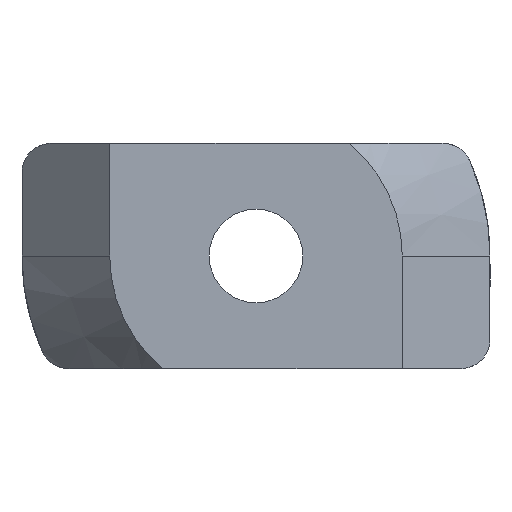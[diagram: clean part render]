
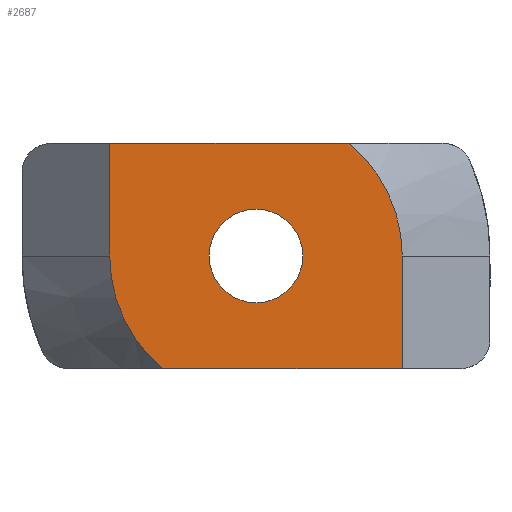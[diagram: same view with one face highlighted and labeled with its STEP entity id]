
A CAD part, front view. The second image highlights one B-rep face of the part: STEP entity #2687.
In plain terms, the highlighted planar face has unit normal (0, -1, 0).
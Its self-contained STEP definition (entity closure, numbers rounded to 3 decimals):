
#29 = PLANE ( 'NONE',  #1048 ) ;
#33 = CARTESIAN_POINT ( 'NONE',  ( -5., -4.5, 0. ) ) ;
#63 = LINE ( 'NONE', #902, #1806 ) ;
#73 = DIRECTION ( 'NONE',  ( -1., 0., 0. ) ) ;
#83 = CARTESIAN_POINT ( 'NONE',  ( -5., -4.5, 3.85 ) ) ;
#110 = VECTOR ( 'NONE', #881, 1000. ) ;
#116 = CARTESIAN_POINT ( 'NONE',  ( 0., -4.5, 0. ) ) ;
#140 = EDGE_CURVE ( 'NONE', #986, #2517, #2000, .T. ) ;
#150 = EDGE_LOOP ( 'NONE', ( #624, #913 ) ) ;
#213 = ORIENTED_EDGE ( 'NONE', *, *, #2757, .F. ) ;
#229 = LINE ( 'NONE', #33, #110 ) ;
#255 = EDGE_CURVE ( 'NONE', #809, #1600, #867, .T. ) ;
#284 = CARTESIAN_POINT ( 'NONE',  ( 5., -4.5, -3.85 ) ) ;
#399 = EDGE_CURVE ( 'NONE', #2164, #1887, #2446, .T. ) ;
#455 = ORIENTED_EDGE ( 'NONE', *, *, #2477, .F. ) ;
#568 = DIRECTION ( 'NONE',  ( 0., -1., 0. ) ) ;
#572 = CARTESIAN_POINT ( 'NONE',  ( 0., -4.5, -1.6 ) ) ;
#618 = EDGE_CURVE ( 'NONE', #1600, #809, #1952, .T. ) ;
#624 = ORIENTED_EDGE ( 'NONE', *, *, #618, .F. ) ;
#696 = CIRCLE ( 'NONE', #1722, 5. ) ;
#729 = CARTESIAN_POINT ( 'NONE',  ( 0., -4.5, -3.85 ) ) ;
#738 = CARTESIAN_POINT ( 'NONE',  ( 0., -4.5, 0. ) ) ;
#757 = DIRECTION ( 'NONE',  ( 0., 0., 1. ) ) ;
#809 = VERTEX_POINT ( 'NONE', #572 ) ;
#849 = DIRECTION ( 'NONE',  ( 0., 1., 0. ) ) ;
#859 = DIRECTION ( 'NONE',  ( 0., -1., 0. ) ) ;
#862 = ORIENTED_EDGE ( 'NONE', *, *, #1043, .F. ) ;
#867 = CIRCLE ( 'NONE', #1949, 1.6 ) ;
#878 = CARTESIAN_POINT ( 'NONE',  ( 0., -4.5, 0. ) ) ;
#881 = DIRECTION ( 'NONE',  ( 0., 0., 1. ) ) ;
#902 = CARTESIAN_POINT ( 'NONE',  ( 0., -4.5, 3.85 ) ) ;
#909 = AXIS2_PLACEMENT_3D ( 'NONE', #738, #1585, #2462 ) ;
#913 = ORIENTED_EDGE ( 'NONE', *, *, #255, .F. ) ;
#986 = VERTEX_POINT ( 'NONE', #284 ) ;
#1007 = AXIS2_PLACEMENT_3D ( 'NONE', #1715, #859, #1356 ) ;
#1043 = EDGE_CURVE ( 'NONE', #1887, #986, #1160, .T. ) ;
#1048 = AXIS2_PLACEMENT_3D ( 'NONE', #878, #849, #1733 ) ;
#1061 = DIRECTION ( 'NONE',  ( 0., 0., 1. ) ) ;
#1128 = VECTOR ( 'NONE', #73, 1000. ) ;
#1160 = LINE ( 'NONE', #2027, #2364 ) ;
#1196 = CARTESIAN_POINT ( 'NONE',  ( 0., -4.5, 1.6 ) ) ;
#1310 = CARTESIAN_POINT ( 'NONE',  ( -5., -4.5, 0. ) ) ;
#1338 = VERTEX_POINT ( 'NONE', #1310 ) ;
#1356 = DIRECTION ( 'NONE',  ( 0., 0., 1. ) ) ;
#1479 = EDGE_CURVE ( 'NONE', #2517, #1338, #696, .T. ) ;
#1543 = ORIENTED_EDGE ( 'NONE', *, *, #140, .F. ) ;
#1585 = DIRECTION ( 'NONE',  ( 0., 1., 0. ) ) ;
#1600 = VERTEX_POINT ( 'NONE', #1196 ) ;
#1619 = CARTESIAN_POINT ( 'NONE',  ( 5., -4.5, 0. ) ) ;
#1715 = CARTESIAN_POINT ( 'NONE',  ( 0., -4.5, 0. ) ) ;
#1722 = AXIS2_PLACEMENT_3D ( 'NONE', #2693, #2287, #757 ) ;
#1733 = DIRECTION ( 'NONE',  ( 0., 0., 1. ) ) ;
#1806 = VECTOR ( 'NONE', #2208, 1000. ) ;
#1872 = ORIENTED_EDGE ( 'NONE', *, *, #399, .F. ) ;
#1887 = VERTEX_POINT ( 'NONE', #1619 ) ;
#1910 = FACE_BOUND ( 'NONE', #150, .T. ) ;
#1949 = AXIS2_PLACEMENT_3D ( 'NONE', #116, #568, #1061 ) ;
#1952 = CIRCLE ( 'NONE', #1007, 1.6 ) ;
#1968 = CARTESIAN_POINT ( 'NONE',  ( -3.19, -4.5, -3.85 ) ) ;
#2000 = LINE ( 'NONE', #729, #1128 ) ;
#2027 = CARTESIAN_POINT ( 'NONE',  ( 5., -4.5, 0. ) ) ;
#2147 = ORIENTED_EDGE ( 'NONE', *, *, #1479, .F. ) ;
#2150 = EDGE_LOOP ( 'NONE', ( #213, #455, #2147, #1543, #862, #1872 ) ) ;
#2161 = FACE_OUTER_BOUND ( 'NONE', #2150, .T. ) ;
#2164 = VERTEX_POINT ( 'NONE', #2617 ) ;
#2208 = DIRECTION ( 'NONE',  ( 1., 0., 0. ) ) ;
#2287 = DIRECTION ( 'NONE',  ( 0., 1., 0. ) ) ;
#2364 = VECTOR ( 'NONE', #2683, 1000. ) ;
#2446 = CIRCLE ( 'NONE', #909, 5. ) ;
#2462 = DIRECTION ( 'NONE',  ( -1., 0., 0. ) ) ;
#2477 = EDGE_CURVE ( 'NONE', #1338, #2618, #229, .T. ) ;
#2517 = VERTEX_POINT ( 'NONE', #1968 ) ;
#2617 = CARTESIAN_POINT ( 'NONE',  ( 3.19, -4.5, 3.85 ) ) ;
#2618 = VERTEX_POINT ( 'NONE', #83 ) ;
#2683 = DIRECTION ( 'NONE',  ( 0., 0., -1. ) ) ;
#2687 = ADVANCED_FACE ( 'NONE', ( #2161, #1910 ), #29, .F. ) ;
#2693 = CARTESIAN_POINT ( 'NONE',  ( 0., -4.5, 0. ) ) ;
#2757 = EDGE_CURVE ( 'NONE', #2618, #2164, #63, .T. ) ;
